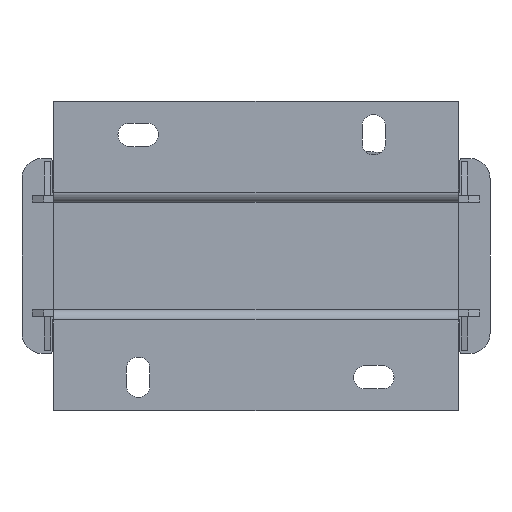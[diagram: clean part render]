
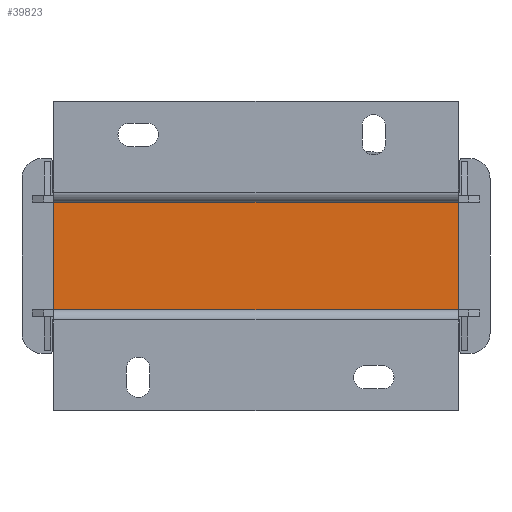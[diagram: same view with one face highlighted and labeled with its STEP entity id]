
A CAD part, front view. The second image highlights one B-rep face of the part: STEP entity #39823.
In plain terms, the highlighted planar face has unit normal (0, -1, 0).
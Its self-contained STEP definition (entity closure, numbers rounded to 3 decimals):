
#3447 = DIRECTION ( 'NONE',  ( 1., 0., 0. ) ) ;
#5647 = DIRECTION ( 'NONE',  ( 0., 1., 0. ) ) ;
#8142 = LINE ( 'NONE', #29969, #46815 ) ;
#9320 = PLANE ( 'NONE',  #13811 ) ;
#10273 = CARTESIAN_POINT ( 'NONE',  ( 120., 0., 32. ) ) ;
#10539 = CARTESIAN_POINT ( 'NONE',  ( 120., 0., 32. ) ) ;
#10679 = VERTEX_POINT ( 'NONE', #28170 ) ;
#13515 = CARTESIAN_POINT ( 'NONE',  ( 0., 0., 0. ) ) ;
#13811 = AXIS2_PLACEMENT_3D ( 'NONE', #46785, #5647, #35940 ) ;
#15016 = CARTESIAN_POINT ( 'NONE',  ( 0., 0., 32. ) ) ;
#15241 = ORIENTED_EDGE ( 'NONE', *, *, #17683, .T. ) ;
#15583 = VECTOR ( 'NONE', #44272, 1000. ) ;
#17010 = LINE ( 'NONE', #15016, #33107 ) ;
#17416 = LINE ( 'NONE', #17496, #25777 ) ;
#17496 = CARTESIAN_POINT ( 'NONE',  ( 0., 0., 32. ) ) ;
#17683 = EDGE_CURVE ( 'NONE', #40442, #10679, #8142, .T. ) ;
#19129 = LINE ( 'NONE', #10273, #15583 ) ;
#21337 = DIRECTION ( 'NONE',  ( 1., 0., 0. ) ) ;
#21772 = EDGE_LOOP ( 'NONE', ( #15241, #36501, #25439, #33780 ) ) ;
#25439 = ORIENTED_EDGE ( 'NONE', *, *, #44463, .F. ) ;
#25777 = VECTOR ( 'NONE', #21337, 1000. ) ;
#28023 = EDGE_CURVE ( 'NONE', #42700, #10679, #19129, .T. ) ;
#28170 = CARTESIAN_POINT ( 'NONE',  ( 120., 0., 0. ) ) ;
#29901 = EDGE_CURVE ( 'NONE', #43190, #40442, #17010, .T. ) ;
#29969 = CARTESIAN_POINT ( 'NONE',  ( 0., 0., 0. ) ) ;
#33107 = VECTOR ( 'NONE', #43977, 1000. ) ;
#33780 = ORIENTED_EDGE ( 'NONE', *, *, #29901, .T. ) ;
#35940 = DIRECTION ( 'NONE',  ( 0., 0., 1. ) ) ;
#36501 = ORIENTED_EDGE ( 'NONE', *, *, #28023, .F. ) ;
#39823 = ADVANCED_FACE ( 'NONE', ( #44227 ), #9320, .F. ) ;
#40442 = VERTEX_POINT ( 'NONE', #13515 ) ;
#41580 = CARTESIAN_POINT ( 'NONE',  ( 0., 0., 32. ) ) ;
#42700 = VERTEX_POINT ( 'NONE', #10539 ) ;
#43190 = VERTEX_POINT ( 'NONE', #41580 ) ;
#43977 = DIRECTION ( 'NONE',  ( 0., 0., -1. ) ) ;
#44227 = FACE_OUTER_BOUND ( 'NONE', #21772, .T. ) ;
#44272 = DIRECTION ( 'NONE',  ( 0., 0., -1. ) ) ;
#44463 = EDGE_CURVE ( 'NONE', #43190, #42700, #17416, .T. ) ;
#46785 = CARTESIAN_POINT ( 'NONE',  ( 0., 0., 32. ) ) ;
#46815 = VECTOR ( 'NONE', #3447, 1000. ) ;
